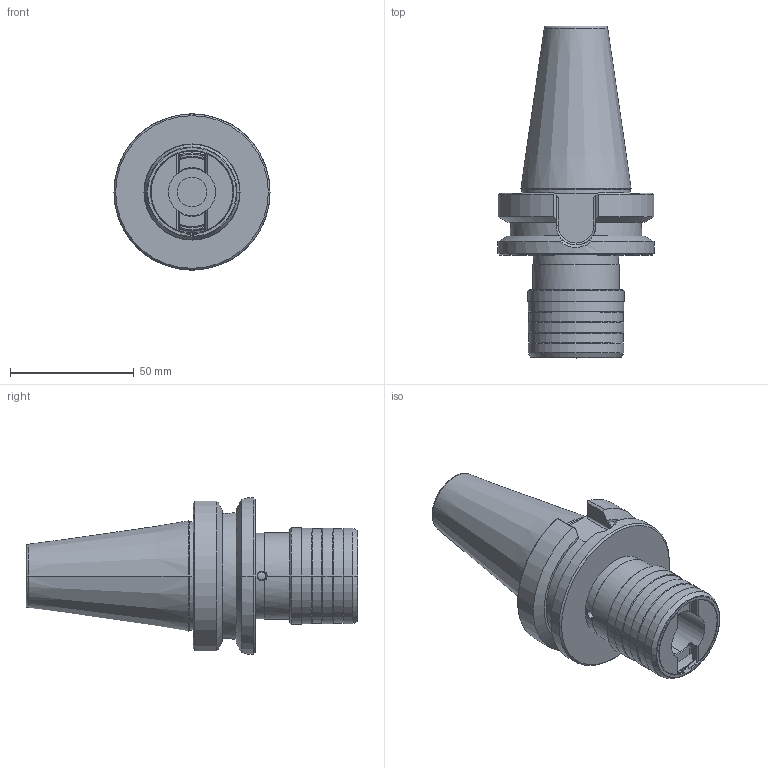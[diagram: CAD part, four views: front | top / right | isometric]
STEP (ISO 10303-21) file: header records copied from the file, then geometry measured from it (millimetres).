
FILE_DESCRIPTION((''),'2;1');
FILE_NAME('32400-40BT_SW0001','2018-03-30T',('046'),(''),'CREO PARAMETRIC BY PTC INC, 2016050','CREO PARAMETRIC BY PTC INC, 2016050','');
FILE_SCHEMA(('CONFIG_CONTROL_DESIGN'));
Length unit declared in the file: millimetre
Products named in the file (1): 32400-40BT_SW0001
Bounding box: 63 x 133.9 x 63 mm (x, y, z)
Volume: 149606.2 mm3; surface area: 37475.1 mm2
Topology: 1 solids, 3 shells, 313 faces, 771 edges, 461 vertices
Faces by surface type: cylinder 109, plane 75, cone 67, torus 35, bspline 15, sphere 12
Entity records: 11050 total; most frequent: CARTESIAN_POINT 3757, ORIENTED_EDGE 1530, DIRECTION 1517, EDGE_CURVE 765, AXIS2_PLACEMENT_3D 606, VERTEX_POINT 461, EDGE_LOOP 334, FACE_OUTER_BOUND 313
